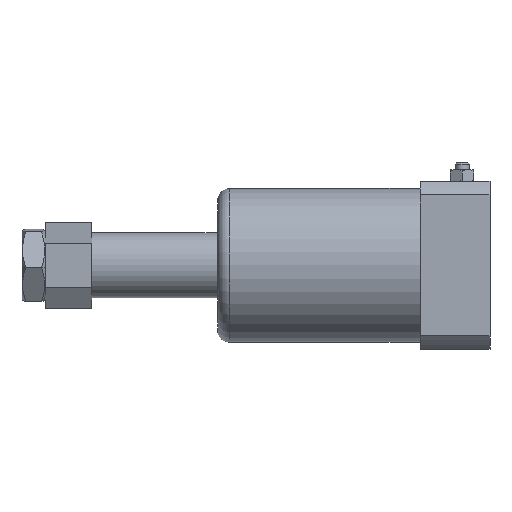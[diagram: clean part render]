
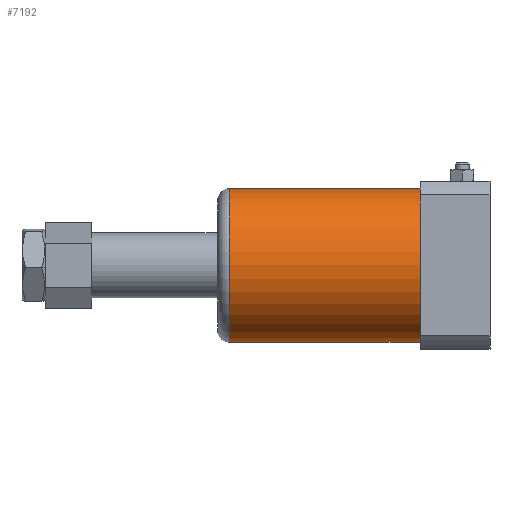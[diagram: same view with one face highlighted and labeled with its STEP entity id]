
A CAD part, left-side view. The second image highlights one B-rep face of the part: STEP entity #7192.
In plain terms, the highlighted cylindrical face has radius 33 mm (diameter 66 mm), a partial arc.
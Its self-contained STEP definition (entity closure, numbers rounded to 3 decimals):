
#1237 = LINE ( 'NONE', #7128, #1240 ) ;
#1240 = VECTOR ( 'NONE', #7117, 1000. ) ;
#1241 = LINE ( 'NONE', #7116, #1243 ) ;
#1243 = VECTOR ( 'NONE', #7127, 1000. ) ;
#1311 = CIRCLE ( 'NONE', #2919, 33. ) ;
#1340 = CIRCLE ( 'NONE', #2925, 33. ) ;
#1481 = FACE_OUTER_BOUND ( 'NONE', #3962, .T. ) ;
#1487 = CYLINDRICAL_SURFACE ( 'NONE', #2983, 33. ) ;
#2451 = DIRECTION ( 'NONE',  ( 0., 0., -1. ) ) ;
#2452 = DIRECTION ( 'NONE',  ( 0., -1., 0. ) ) ;
#2490 = CARTESIAN_POINT ( 'NONE',  ( 0., 117., 0. ) ) ;
#2919 = AXIS2_PLACEMENT_3D ( 'NONE', #3379, #3380, #3381 ) ;
#2925 = AXIS2_PLACEMENT_3D ( 'NONE', #3419, #3420, #3421 ) ;
#2983 = AXIS2_PLACEMENT_3D ( 'NONE', #2490, #2452, #2451 ) ;
#3379 = CARTESIAN_POINT ( 'NONE',  ( 0., 30., 0. ) ) ;
#3380 = DIRECTION ( 'NONE',  ( 0., 1., 0. ) ) ;
#3381 = DIRECTION ( 'NONE',  ( 0., 0., -1. ) ) ;
#3419 = CARTESIAN_POINT ( 'NONE',  ( 0., 112., 0. ) ) ;
#3420 = DIRECTION ( 'NONE',  ( 0., -1., 0. ) ) ;
#3421 = DIRECTION ( 'NONE',  ( 0., 0., 1. ) ) ;
#3962 = EDGE_LOOP ( 'NONE', ( #4496, #4497, #4498, #4499 ) ) ;
#4496 = ORIENTED_EDGE ( 'NONE', *, *, #6355, .F. ) ;
#4497 = ORIENTED_EDGE ( 'NONE', *, *, #6427, .T. ) ;
#4498 = ORIENTED_EDGE ( 'NONE', *, *, #6357, .T. ) ;
#4499 = ORIENTED_EDGE ( 'NONE', *, *, #6409, .T. ) ;
#4886 = VERTEX_POINT ( 'NONE', #6040 ) ;
#4907 = VERTEX_POINT ( 'NONE', #6060 ) ;
#4910 = VERTEX_POINT ( 'NONE', #6063 ) ;
#4911 = VERTEX_POINT ( 'NONE', #6064 ) ;
#6040 = CARTESIAN_POINT ( 'NONE',  ( 0., 30., -33. ) ) ;
#6060 = CARTESIAN_POINT ( 'NONE',  ( 0., 30., 33. ) ) ;
#6063 = CARTESIAN_POINT ( 'NONE',  ( 0., 112., 33. ) ) ;
#6064 = CARTESIAN_POINT ( 'NONE',  ( 0., 112., -33. ) ) ;
#6355 = EDGE_CURVE ( 'NONE', #4910, #4907, #1237, .T. ) ;
#6357 = EDGE_CURVE ( 'NONE', #4911, #4886, #1241, .T. ) ;
#6409 = EDGE_CURVE ( 'NONE', #4886, #4907, #1311, .T. ) ;
#6427 = EDGE_CURVE ( 'NONE', #4910, #4911, #1340, .T. ) ;
#7116 = CARTESIAN_POINT ( 'NONE',  ( 0., 117., -33. ) ) ;
#7117 = DIRECTION ( 'NONE',  ( 0., -1., 0. ) ) ;
#7127 = DIRECTION ( 'NONE',  ( 0., -1., 0. ) ) ;
#7128 = CARTESIAN_POINT ( 'NONE',  ( 0., 117., 33. ) ) ;
#7192 = ADVANCED_FACE ( 'NONE', ( #1481 ), #1487, .T. ) ;
